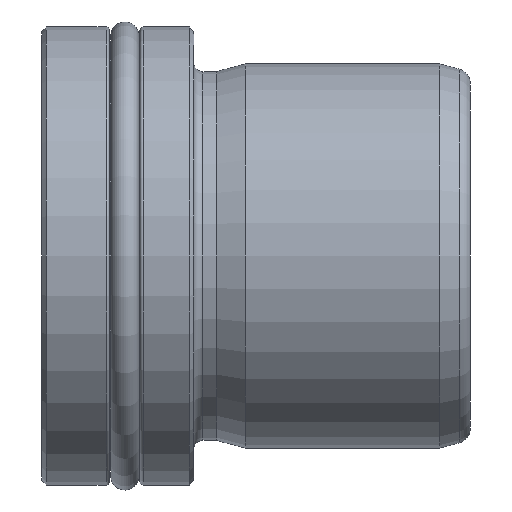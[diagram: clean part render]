
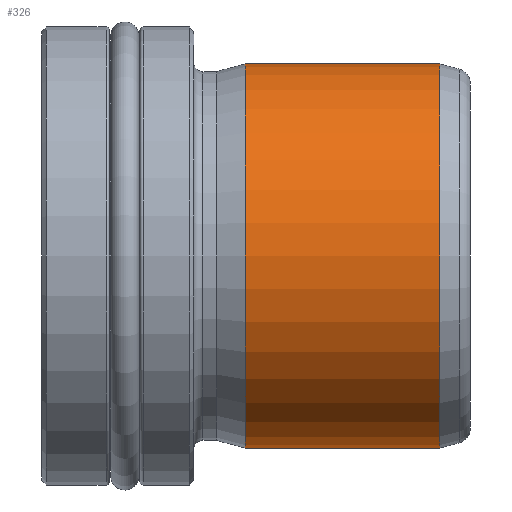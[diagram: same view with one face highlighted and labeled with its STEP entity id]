
A CAD part, left-side view. The second image highlights one B-rep face of the part: STEP entity #326.
In plain terms, the highlighted cylindrical face has radius 12.5 mm (diameter 25 mm), a partial arc.
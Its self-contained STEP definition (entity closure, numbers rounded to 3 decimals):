
#6 = DIRECTION ( 'NONE',  ( 0., 1., 0. ) ) ;
#15 = DIRECTION ( 'NONE',  ( 0., 0., 1. ) ) ;
#26 = VERTEX_POINT ( 'NONE', #796 ) ;
#132 = VECTOR ( 'NONE', #1109, 1000. ) ;
#146 = CARTESIAN_POINT ( 'NONE',  ( 0., 2., 0. ) ) ;
#193 = LINE ( 'NONE', #1089, #132 ) ;
#225 = CARTESIAN_POINT ( 'NONE',  ( 0., 2., -12.5 ) ) ;
#238 = ORIENTED_EDGE ( 'NONE', *, *, #1323, .F. ) ;
#278 = DIRECTION ( 'NONE',  ( 0., 1., 0. ) ) ;
#295 = DIRECTION ( 'NONE',  ( 0., 0., 1. ) ) ;
#298 = EDGE_LOOP ( 'NONE', ( #238, #1185, #567, #633 ) ) ;
#326 = ADVANCED_FACE ( 'NONE', ( #1209 ), #1351, .T. ) ;
#428 = VERTEX_POINT ( 'NONE', #1187 ) ;
#567 = ORIENTED_EDGE ( 'NONE', *, *, #776, .T. ) ;
#568 = AXIS2_PLACEMENT_3D ( 'NONE', #1310, #6, #15 ) ;
#587 = AXIS2_PLACEMENT_3D ( 'NONE', #146, #793, #295 ) ;
#607 = CARTESIAN_POINT ( 'NONE',  ( 0., 28.88, 12.5 ) ) ;
#633 = ORIENTED_EDGE ( 'NONE', *, *, #1223, .F. ) ;
#642 = DIRECTION ( 'NONE',  ( 0., 1., 0. ) ) ;
#776 = EDGE_CURVE ( 'NONE', #26, #1429, #1279, .T. ) ;
#793 = DIRECTION ( 'NONE',  ( 0., 1., 0. ) ) ;
#796 = CARTESIAN_POINT ( 'NONE',  ( 0., 2., 12.5 ) ) ;
#890 = CIRCLE ( 'NONE', #568, 12.5 ) ;
#970 = VECTOR ( 'NONE', #642, 1000. ) ;
#977 = DIRECTION ( 'NONE',  ( 0., 0., 1. ) ) ;
#988 = CIRCLE ( 'NONE', #587, 12.5 ) ;
#1089 = CARTESIAN_POINT ( 'NONE',  ( 0., 28.88, -12.5 ) ) ;
#1109 = DIRECTION ( 'NONE',  ( 0., 1., 0. ) ) ;
#1128 = AXIS2_PLACEMENT_3D ( 'NONE', #1280, #278, #977 ) ;
#1185 = ORIENTED_EDGE ( 'NONE', *, *, #1200, .T. ) ;
#1187 = CARTESIAN_POINT ( 'NONE',  ( 0., 14.634, -12.5 ) ) ;
#1200 = EDGE_CURVE ( 'NONE', #1379, #26, #988, .T. ) ;
#1209 = FACE_OUTER_BOUND ( 'NONE', #298, .T. ) ;
#1223 = EDGE_CURVE ( 'NONE', #428, #1429, #890, .T. ) ;
#1279 = LINE ( 'NONE', #607, #970 ) ;
#1280 = CARTESIAN_POINT ( 'NONE',  ( 0., 28.88, 0. ) ) ;
#1310 = CARTESIAN_POINT ( 'NONE',  ( 0., 14.634, 0. ) ) ;
#1323 = EDGE_CURVE ( 'NONE', #1379, #428, #193, .T. ) ;
#1326 = CARTESIAN_POINT ( 'NONE',  ( 0., 14.634, 12.5 ) ) ;
#1351 = CYLINDRICAL_SURFACE ( 'NONE', #1128, 12.5 ) ;
#1379 = VERTEX_POINT ( 'NONE', #225 ) ;
#1429 = VERTEX_POINT ( 'NONE', #1326 ) ;
